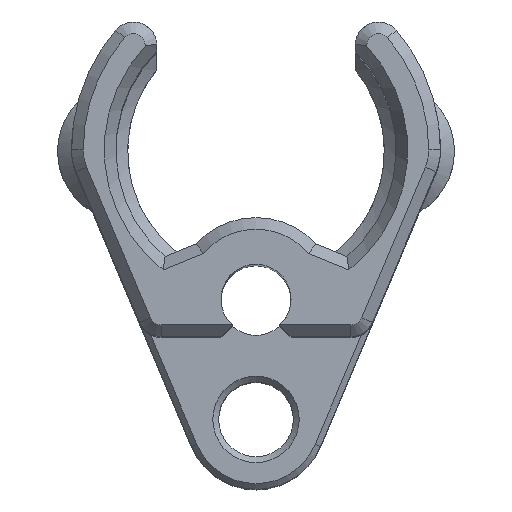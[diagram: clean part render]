
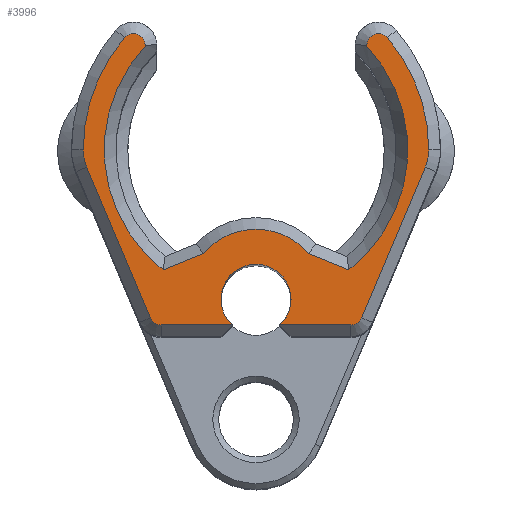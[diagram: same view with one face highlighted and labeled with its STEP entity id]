
A CAD part, top view. The second image highlights one B-rep face of the part: STEP entity #3996.
In plain terms, the highlighted planar face has unit normal (0, 0, 1).
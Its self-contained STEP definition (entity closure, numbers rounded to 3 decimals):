
#17=PLANE('',#4304);
#209=LINE('',#6258,#547);
#210=LINE('',#6260,#548);
#211=LINE('',#6264,#549);
#212=LINE('',#6268,#550);
#213=LINE('',#6276,#551);
#214=LINE('',#6279,#552);
#215=LINE('',#6281,#553);
#216=LINE('',#6285,#554);
#547=VECTOR('',#4877,1000.);
#548=VECTOR('',#4878,1000.);
#549=VECTOR('',#4881,1000.);
#550=VECTOR('',#4884,1000.);
#551=VECTOR('',#4891,1000.);
#552=VECTOR('',#4894,1000.);
#553=VECTOR('',#4895,1000.);
#554=VECTOR('',#4898,1000.);
#929=FACE_OUTER_BOUND('',#1170,.T.);
#1170=EDGE_LOOP('',(#2770,#2771,#2772,#2773,#2774,#2775,#2776,#2777,#2778,
#2779,#2780,#2781,#2782,#2783,#2784,#2785,#2786,#2787,#2788,#2789,#2790));
#1461=CIRCLE('',#4235,6.5);
#1490=CIRCLE('',#4282,1.5);
#1492=CIRCLE('',#4284,1.5);
#1504=CIRCLE('',#4305,3.);
#1505=CIRCLE('',#4306,6.5);
#1506=CIRCLE('',#4307,0.5);
#1507=CIRCLE('',#4308,7.4);
#1508=CIRCLE('',#4309,1.9);
#1509=CIRCLE('',#4310,0.5);
#1510=CIRCLE('',#4311,0.5);
#1511=CIRCLE('',#4312,1.9);
#1512=CIRCLE('',#4313,7.4);
#1513=CIRCLE('',#4314,0.5);
#1640=VERTEX_POINT('',#5976);
#1641=VERTEX_POINT('',#5981);
#1695=VERTEX_POINT('',#6175);
#1696=VERTEX_POINT('',#6176);
#1698=VERTEX_POINT('',#6181);
#1733=VERTEX_POINT('',#6257);
#1734=VERTEX_POINT('',#6259);
#1735=VERTEX_POINT('',#6261);
#1736=VERTEX_POINT('',#6263);
#1737=VERTEX_POINT('',#6265);
#1738=VERTEX_POINT('',#6267);
#1739=VERTEX_POINT('',#6269);
#1740=VERTEX_POINT('',#6271);
#1741=VERTEX_POINT('',#6273);
#1742=VERTEX_POINT('',#6275);
#1743=VERTEX_POINT('',#6277);
#1744=VERTEX_POINT('',#6280);
#1745=VERTEX_POINT('',#6282);
#1746=VERTEX_POINT('',#6284);
#1747=VERTEX_POINT('',#6286);
#1748=VERTEX_POINT('',#6288);
#2026=EDGE_CURVE('',#1641,#1640,#1461,.T.);
#2088=EDGE_CURVE('',#1695,#1696,#1490,.T.);
#2091=EDGE_CURVE('',#1696,#1698,#1492,.T.);
#2129=EDGE_CURVE('',#1733,#1641,#209,.T.);
#2130=EDGE_CURVE('',#1640,#1734,#210,.T.);
#2131=EDGE_CURVE('',#1734,#1735,#1504,.T.);
#2132=EDGE_CURVE('',#1735,#1736,#211,.T.);
#2133=EDGE_CURVE('',#1736,#1737,#1505,.T.);
#2134=EDGE_CURVE('',#1737,#1738,#212,.T.);
#2135=EDGE_CURVE('',#1738,#1739,#1506,.T.);
#2136=EDGE_CURVE('',#1739,#1740,#1507,.T.);
#2137=EDGE_CURVE('',#1740,#1741,#1508,.T.);
#2138=EDGE_CURVE('',#1741,#1742,#213,.T.);
#2139=EDGE_CURVE('',#1742,#1743,#1509,.T.);
#2140=EDGE_CURVE('',#1743,#1698,#214,.T.);
#2141=EDGE_CURVE('',#1695,#1744,#215,.T.);
#2142=EDGE_CURVE('',#1744,#1745,#1510,.T.);
#2143=EDGE_CURVE('',#1745,#1746,#216,.T.);
#2144=EDGE_CURVE('',#1746,#1747,#1511,.T.);
#2145=EDGE_CURVE('',#1747,#1748,#1512,.T.);
#2146=EDGE_CURVE('',#1748,#1733,#1513,.T.);
#2770=ORIENTED_EDGE('',*,*,#2129,.T.);
#2771=ORIENTED_EDGE('',*,*,#2026,.T.);
#2772=ORIENTED_EDGE('',*,*,#2130,.T.);
#2773=ORIENTED_EDGE('',*,*,#2131,.T.);
#2774=ORIENTED_EDGE('',*,*,#2132,.T.);
#2775=ORIENTED_EDGE('',*,*,#2133,.T.);
#2776=ORIENTED_EDGE('',*,*,#2134,.T.);
#2777=ORIENTED_EDGE('',*,*,#2135,.T.);
#2778=ORIENTED_EDGE('',*,*,#2136,.T.);
#2779=ORIENTED_EDGE('',*,*,#2137,.T.);
#2780=ORIENTED_EDGE('',*,*,#2138,.T.);
#2781=ORIENTED_EDGE('',*,*,#2139,.T.);
#2782=ORIENTED_EDGE('',*,*,#2140,.T.);
#2783=ORIENTED_EDGE('',*,*,#2091,.F.);
#2784=ORIENTED_EDGE('',*,*,#2088,.F.);
#2785=ORIENTED_EDGE('',*,*,#2141,.T.);
#2786=ORIENTED_EDGE('',*,*,#2142,.T.);
#2787=ORIENTED_EDGE('',*,*,#2143,.T.);
#2788=ORIENTED_EDGE('',*,*,#2144,.T.);
#2789=ORIENTED_EDGE('',*,*,#2145,.T.);
#2790=ORIENTED_EDGE('',*,*,#2146,.T.);
#3996=ADVANCED_FACE('',(#929),#17,.F.);
#4235=AXIS2_PLACEMENT_3D('',#5982,#4705,#4706);
#4282=AXIS2_PLACEMENT_3D('',#6177,#4810,#4811);
#4284=AXIS2_PLACEMENT_3D('',#6182,#4815,#4816);
#4304=AXIS2_PLACEMENT_3D('',#6256,#4875,#4876);
#4305=AXIS2_PLACEMENT_3D('',#6262,#4879,#4880);
#4306=AXIS2_PLACEMENT_3D('',#6266,#4882,#4883);
#4307=AXIS2_PLACEMENT_3D('',#6270,#4885,#4886);
#4308=AXIS2_PLACEMENT_3D('',#6272,#4887,#4888);
#4309=AXIS2_PLACEMENT_3D('',#6274,#4889,#4890);
#4310=AXIS2_PLACEMENT_3D('',#6278,#4892,#4893);
#4311=AXIS2_PLACEMENT_3D('',#6283,#4896,#4897);
#4312=AXIS2_PLACEMENT_3D('',#6287,#4899,#4900);
#4313=AXIS2_PLACEMENT_3D('',#6289,#4901,#4902);
#4314=AXIS2_PLACEMENT_3D('',#6290,#4903,#4904);
#4705=DIRECTION('center_axis',(0.,0.,-1.));
#4706=DIRECTION('ref_axis',(-1.,0.,0.));
#4810=DIRECTION('center_axis',(0.,0.,1.));
#4811=DIRECTION('ref_axis',(-1.,0.,0.));
#4815=DIRECTION('center_axis',(0.,0.,1.));
#4816=DIRECTION('ref_axis',(-1.,0.,0.));
#4875=DIRECTION('center_axis',(0.,0.,-1.));
#4876=DIRECTION('ref_axis',(0.,1.,0.));
#4877=DIRECTION('',(0.,-1.,0.));
#4878=DIRECTION('',(-0.924,0.381,0.));
#4879=DIRECTION('center_axis',(0.,0.,1.));
#4880=DIRECTION('ref_axis',(-1.,0.,0.));
#4881=DIRECTION('',(-0.924,-0.381,0.));
#4882=DIRECTION('center_axis',(0.,0.,-1.));
#4883=DIRECTION('ref_axis',(-1.,0.,0.));
#4884=DIRECTION('',(0.,1.,0.));
#4885=DIRECTION('center_axis',(0.,0.,1.));
#4886=DIRECTION('ref_axis',(-1.,0.,0.));
#4887=DIRECTION('center_axis',(0.,0.,1.));
#4888=DIRECTION('ref_axis',(-1.,0.,0.));
#4889=DIRECTION('center_axis',(0.,0.,1.));
#4890=DIRECTION('ref_axis',(-1.,0.,0.));
#4891=DIRECTION('',(0.389,-0.921,0.));
#4892=DIRECTION('center_axis',(0.,0.,1.));
#4893=DIRECTION('ref_axis',(-1.,0.,0.));
#4894=DIRECTION('',(1.,0.,0.));
#4895=DIRECTION('',(1.,0.,0.));
#4896=DIRECTION('center_axis',(0.,0.,1.));
#4897=DIRECTION('ref_axis',(-1.,0.,0.));
#4898=DIRECTION('',(0.389,0.921,0.));
#4899=DIRECTION('center_axis',(0.,0.,1.));
#4900=DIRECTION('ref_axis',(-1.,0.,0.));
#4901=DIRECTION('center_axis',(0.,0.,1.));
#4902=DIRECTION('ref_axis',(-1.,0.,0.));
#4903=DIRECTION('center_axis',(0.,0.,1.));
#4904=DIRECTION('ref_axis',(-1.,0.,0.));
#5976=CARTESIAN_POINT('',(102.465,-274.64,-87.));
#5981=CARTESIAN_POINT('',(103.236,-265.063,-87.));
#5982=CARTESIAN_POINT('Origin',(98.486,-269.5,-87.));
#6175=CARTESIAN_POINT('',(99.506,-277.,-87.));
#6176=CARTESIAN_POINT('',(99.986,-275.9,-87.));
#6177=CARTESIAN_POINT('Origin',(98.486,-275.9,-87.));
#6181=CARTESIAN_POINT('',(97.466,-277.,-87.));
#6182=CARTESIAN_POINT('Origin',(98.486,-275.9,-87.));
#6256=CARTESIAN_POINT('Origin',(98.486,-281.,-87.));
#6257=CARTESIAN_POINT('',(103.236,-265.023,-87.));
#6258=CARTESIAN_POINT('',(103.236,-281.,-87.));
#6259=CARTESIAN_POINT('',(100.751,-273.933,-87.));
#6260=CARTESIAN_POINT('',(101.306,-274.162,-87.));
#6261=CARTESIAN_POINT('',(96.221,-273.933,-87.));
#6262=CARTESIAN_POINT('Origin',(98.486,-275.9,-87.));
#6263=CARTESIAN_POINT('',(94.507,-274.64,-87.));
#6264=CARTESIAN_POINT('',(95.666,-274.162,-87.));
#6265=CARTESIAN_POINT('',(93.736,-265.063,-87.));
#6266=CARTESIAN_POINT('Origin',(98.486,-269.5,-87.));
#6267=CARTESIAN_POINT('',(93.736,-265.023,-87.));
#6268=CARTESIAN_POINT('',(93.736,-281.,-87.));
#6269=CARTESIAN_POINT('',(92.856,-264.698,-87.));
#6270=CARTESIAN_POINT('Origin',(93.236,-265.023,-87.));
#6271=CARTESIAN_POINT('',(91.086,-269.5,-87.));
#6272=CARTESIAN_POINT('Origin',(98.486,-269.5,-87.));
#6273=CARTESIAN_POINT('',(91.236,-270.238,-87.));
#6274=CARTESIAN_POINT('Origin',(92.986,-269.5,-87.));
#6275=CARTESIAN_POINT('',(93.958,-276.694,-87.));
#6276=CARTESIAN_POINT('',(93.958,-276.694,-87.));
#6277=CARTESIAN_POINT('',(94.418,-277.,-87.));
#6278=CARTESIAN_POINT('Origin',(94.418,-276.5,-87.));
#6279=CARTESIAN_POINT('',(98.486,-277.,-87.));
#6280=CARTESIAN_POINT('',(102.554,-277.,-87.));
#6281=CARTESIAN_POINT('',(98.486,-277.,-87.));
#6282=CARTESIAN_POINT('',(103.015,-276.694,-87.));
#6283=CARTESIAN_POINT('Origin',(102.554,-276.5,-87.));
#6284=CARTESIAN_POINT('',(105.737,-270.238,-87.));
#6285=CARTESIAN_POINT('',(105.737,-270.238,-87.));
#6286=CARTESIAN_POINT('',(105.886,-269.5,-87.));
#6287=CARTESIAN_POINT('Origin',(103.986,-269.5,-87.));
#6288=CARTESIAN_POINT('',(104.117,-264.698,-87.));
#6289=CARTESIAN_POINT('Origin',(98.486,-269.5,-87.));
#6290=CARTESIAN_POINT('Origin',(103.736,-265.023,-87.));
